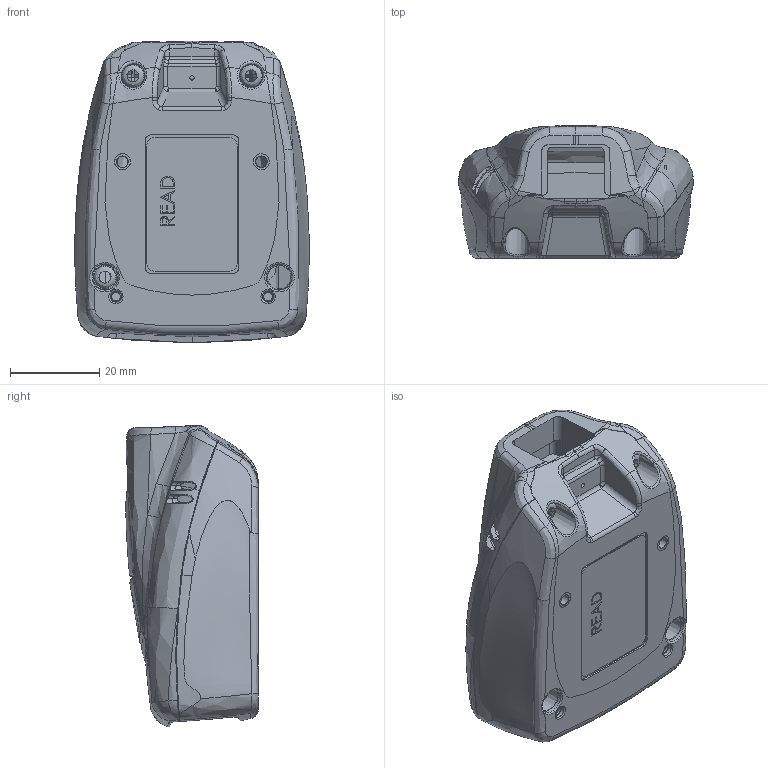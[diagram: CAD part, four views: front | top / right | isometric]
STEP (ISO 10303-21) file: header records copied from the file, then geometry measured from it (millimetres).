
FILE_DESCRIPTION(/* description */ ('STEP AP214'),/* implementation_level */ '2;1');
FILE_NAME(/* name */ 'id10.stp',/* time_stamp */ '2018-08-17T11:34:57+02:00',/* author */ (''),/* organization */ (''),/* preprocessor_version */ 'ST-DEVELOPER v17',/* originating_system */ 'Autodesk Inventor 2018',/* authorisation */ '');
FILE_SCHEMA (('AUTOMOTIVE_DESIGN { 1 0 10303 214 3 1 1 }'));
Products named in the file (1): D020612 CR1000 Mechanical Drawing
Bounding box: 52.47 x 29.7 x 67.54 mm (x, y, z)
Surface area: 14039.8 mm2 (no closed solid volume)
Topology: 0 solids, 22 shells, 373 faces, 1435 edges, 1051 vertices
Faces by surface type: bspline 225, plane 82, cylinder 44, cone 13, torus 5, sphere 4
Full cylindrical faces by diameter (mm): 1 x1, 2.5 x2, 3.6 x2
Entity records: 112613 total; most frequent: CARTESIAN_POINT 102182, ORIENTED_EDGE 2224, DIRECTION 1456, EDGE_CURVE 1429, VERTEX_POINT 1047, B_SPLINE_CURVE_WITH_KNOTS 667, AXIS2_PLACEMENT_3D 547, EDGE_LOOP 394
